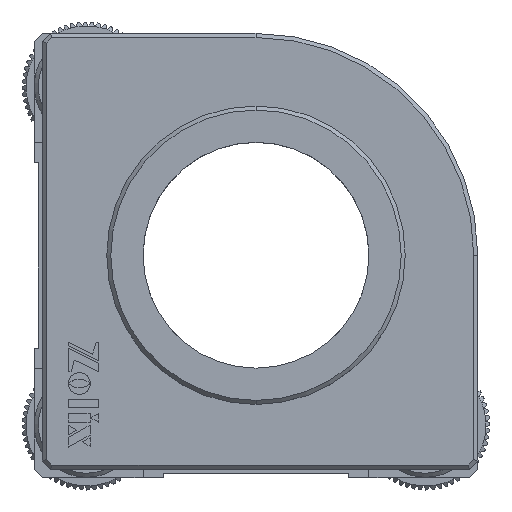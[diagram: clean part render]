
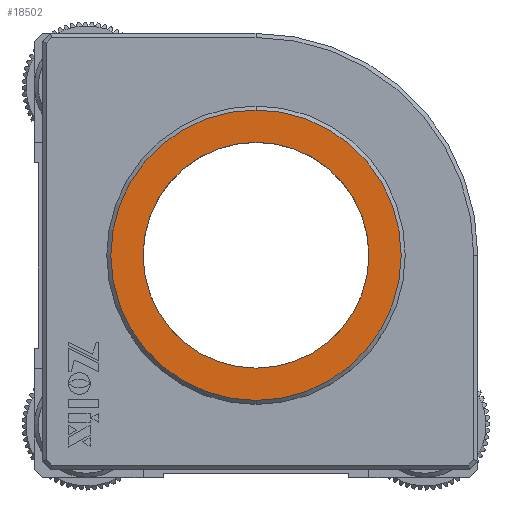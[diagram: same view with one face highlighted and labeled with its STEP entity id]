
A CAD part, top view. The second image highlights one B-rep face of the part: STEP entity #18502.
In plain terms, the highlighted planar face has unit normal (0, 0, 1).
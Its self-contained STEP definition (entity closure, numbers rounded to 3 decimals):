
#358 = VERTEX_POINT ( 'NONE', #30052 ) ;
#2965 = CARTESIAN_POINT ( 'NONE',  ( 15.77, -8.733, 7.146 ) ) ;
#3646 = DIRECTION ( 'NONE',  ( 0., 0., -1. ) ) ;
#3838 = EDGE_CURVE ( 'NONE', #5972, #358, #30485, .T. ) ;
#4095 = ORIENTED_EDGE ( 'NONE', *, *, #21979, .F. ) ;
#4426 = AXIS2_PLACEMENT_3D ( 'NONE', #19364, #9212, #24344 ) ;
#5433 = CARTESIAN_POINT ( 'NONE',  ( 15.77, -8.733, 7.146 ) ) ;
#5972 = VERTEX_POINT ( 'NONE', #17453 ) ;
#6919 = EDGE_LOOP ( 'NONE', ( #15717, #7726 ) ) ;
#7726 = ORIENTED_EDGE ( 'NONE', *, *, #13039, .T. ) ;
#7772 = CIRCLE ( 'NONE', #26652, 18. ) ;
#7884 = DIRECTION ( 'NONE',  ( 0., 0., -1. ) ) ;
#8892 = EDGE_CURVE ( 'NONE', #29121, #18879, #30644, .T. ) ;
#9212 = DIRECTION ( 'NONE',  ( 0., 0., -1. ) ) ;
#9549 = CIRCLE ( 'NONE', #4426, 14. ) ;
#11674 = CARTESIAN_POINT ( 'NONE',  ( 15.77, 9.267, 7.146 ) ) ;
#11696 = EDGE_LOOP ( 'NONE', ( #4095, #30801 ) ) ;
#13039 = EDGE_CURVE ( 'NONE', #18879, #29121, #9549, .T. ) ;
#13326 = AXIS2_PLACEMENT_3D ( 'NONE', #11674, #26608, #18947 ) ;
#13348 = CARTESIAN_POINT ( 'NONE',  ( 15.77, -8.733, 7.146 ) ) ;
#15344 = DIRECTION ( 'NONE',  ( 0., -1., 0. ) ) ;
#15717 = ORIENTED_EDGE ( 'NONE', *, *, #8892, .T. ) ;
#15908 = DIRECTION ( 'NONE',  ( 0., 0., -1. ) ) ;
#17453 = CARTESIAN_POINT ( 'NONE',  ( 15.77, 9.267, 7.146 ) ) ;
#18313 = FACE_OUTER_BOUND ( 'NONE', #11696, .T. ) ;
#18502 = ADVANCED_FACE ( 'NONE', ( #18313, #26669 ), #24164, .F. ) ;
#18879 = VERTEX_POINT ( 'NONE', #30132 ) ;
#18947 = DIRECTION ( 'NONE',  ( 0., -1., 0. ) ) ;
#19364 = CARTESIAN_POINT ( 'NONE',  ( 15.77, -8.733, 7.146 ) ) ;
#21979 = EDGE_CURVE ( 'NONE', #358, #5972, #7772, .T. ) ;
#23236 = DIRECTION ( 'NONE',  ( 0., -1., 0. ) ) ;
#24164 = PLANE ( 'NONE',  #13326 ) ;
#24344 = DIRECTION ( 'NONE',  ( 0., -1., 0. ) ) ;
#26360 = DIRECTION ( 'NONE',  ( 0., -1., 0. ) ) ;
#26608 = DIRECTION ( 'NONE',  ( 0., 0., -1. ) ) ;
#26652 = AXIS2_PLACEMENT_3D ( 'NONE', #2965, #3646, #23236 ) ;
#26669 = FACE_BOUND ( 'NONE', #6919, .T. ) ;
#26971 = AXIS2_PLACEMENT_3D ( 'NONE', #5433, #7884, #15344 ) ;
#29121 = VERTEX_POINT ( 'NONE', #30773 ) ;
#30052 = CARTESIAN_POINT ( 'NONE',  ( 15.77, -26.733, 7.146 ) ) ;
#30132 = CARTESIAN_POINT ( 'NONE',  ( 15.77, 5.267, 7.146 ) ) ;
#30485 = CIRCLE ( 'NONE', #26971, 18. ) ;
#30644 = CIRCLE ( 'NONE', #32437, 14. ) ;
#30773 = CARTESIAN_POINT ( 'NONE',  ( 15.77, -22.733, 7.146 ) ) ;
#30801 = ORIENTED_EDGE ( 'NONE', *, *, #3838, .F. ) ;
#32437 = AXIS2_PLACEMENT_3D ( 'NONE', #13348, #15908, #26360 ) ;
